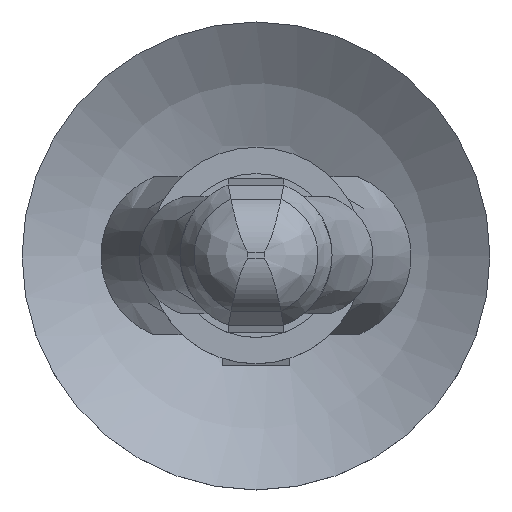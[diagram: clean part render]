
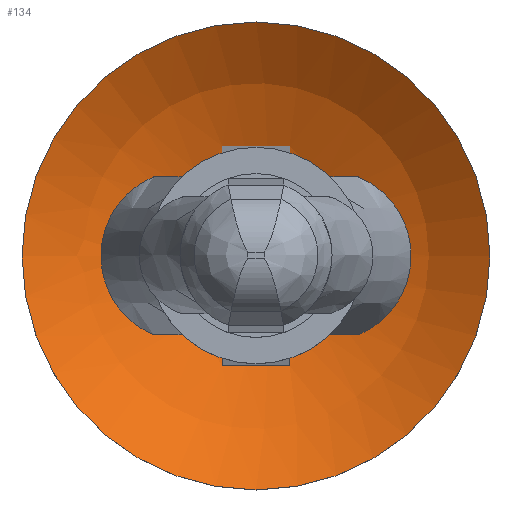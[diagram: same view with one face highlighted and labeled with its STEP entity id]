
A CAD part, top view. The second image highlights one B-rep face of the part: STEP entity #134.
In plain terms, the highlighted spherical face has radius 6.414 mm.
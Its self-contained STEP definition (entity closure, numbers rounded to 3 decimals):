
#134 = ADVANCED_FACE( '', ( #296, #297 ), #298, .F. );
#296 = FACE_OUTER_BOUND( '', #569, .T. );
#297 = FACE_OUTER_BOUND( '', #570, .T. );
#298 = SPHERICAL_SURFACE( '', #571, 6.414 );
#569 = EDGE_LOOP( '', ( #996, #997, #998, #999 ) );
#570 = EDGE_LOOP( '', ( #1000 ) );
#571 = AXIS2_PLACEMENT_3D( '', #1001, #1002, #1003 );
#996 = ORIENTED_EDGE( '', *, *, #1329, .T. );
#997 = ORIENTED_EDGE( '', *, *, #1355, .T. );
#998 = ORIENTED_EDGE( '', *, *, #1356, .T. );
#999 = ORIENTED_EDGE( '', *, *, #1351, .T. );
#1000 = ORIENTED_EDGE( '', *, *, #1357, .F. );
#1001 = CARTESIAN_POINT( '', ( 0., 0., 0.564 ) );
#1002 = DIRECTION( '', ( 0., 0., -1. ) );
#1003 = DIRECTION( '', ( -1., 0., 0. ) );
#1329 = EDGE_CURVE( '', #1556, #1554, #1557, .F. );
#1351 = EDGE_CURVE( '', #1588, #1556, #1589, .F. );
#1355 = EDGE_CURVE( '', #1554, #1594, #1595, .F. );
#1356 = EDGE_CURVE( '', #1594, #1588, #1596, .F. );
#1357 = EDGE_CURVE( '', #1597, #1597, #1598, .T. );
#1554 = VERTEX_POINT( '', #1937 );
#1556 = VERTEX_POINT( '', #1940 );
#1557 = CIRCLE( '', #1941, 6.388 );
#1588 = VERTEX_POINT( '', #2014 );
#1589 = CIRCLE( '', #2015, 6.134 );
#1594 = VERTEX_POINT( '', #2022 );
#1595 = CIRCLE( '', #2023, 6.134 );
#1596 = CIRCLE( '', #2024, 6.388 );
#1597 = VERTEX_POINT( '', #2025 );
#1598 = CIRCLE( '', #2026, 4. );
#1937 = CARTESIAN_POINT( '', ( 0.575, -1.875, -5.543 ) );
#1940 = CARTESIAN_POINT( '', ( 0.575, 1.875, -5.543 ) );
#1941 = AXIS2_PLACEMENT_3D( '', #2237, #2238, #2239 );
#2014 = CARTESIAN_POINT( '', ( -0.575, 1.875, -5.543 ) );
#2015 = AXIS2_PLACEMENT_3D( '', #2254, #2255, #2256 );
#2022 = CARTESIAN_POINT( '', ( -0.575, -1.875, -5.543 ) );
#2023 = AXIS2_PLACEMENT_3D( '', #2259, #2260, #2261 );
#2024 = AXIS2_PLACEMENT_3D( '', #2262, #2263, #2264 );
#2025 = CARTESIAN_POINT( '', ( -4., 0., -4.45 ) );
#2026 = AXIS2_PLACEMENT_3D( '', #2265, #2266, #2267 );
#2237 = CARTESIAN_POINT( '', ( 0.575, 0., 0.564 ) );
#2238 = DIRECTION( '', ( 1., 0., 0. ) );
#2239 = DIRECTION( '', ( 0., 1., 0. ) );
#2254 = CARTESIAN_POINT( '', ( 0., 1.875, 0.564 ) );
#2255 = DIRECTION( '', ( 0., 1., 0. ) );
#2256 = DIRECTION( '', ( -1., 0., 0. ) );
#2259 = CARTESIAN_POINT( '', ( 0., -1.875, 0.564 ) );
#2260 = DIRECTION( '', ( 0., -1., 0. ) );
#2261 = DIRECTION( '', ( 1., 0., 0. ) );
#2262 = CARTESIAN_POINT( '', ( -0.575, 0., 0.564 ) );
#2263 = DIRECTION( '', ( -1., 0., 0. ) );
#2264 = DIRECTION( '', ( 0., -1., 0. ) );
#2265 = CARTESIAN_POINT( '', ( 0., 0., -4.45 ) );
#2266 = DIRECTION( '', ( 0., 0., -1. ) );
#2267 = DIRECTION( '', ( -1., 0., 0. ) );
